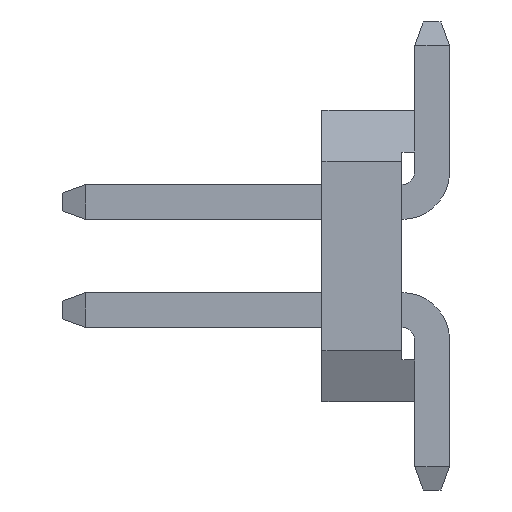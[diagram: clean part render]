
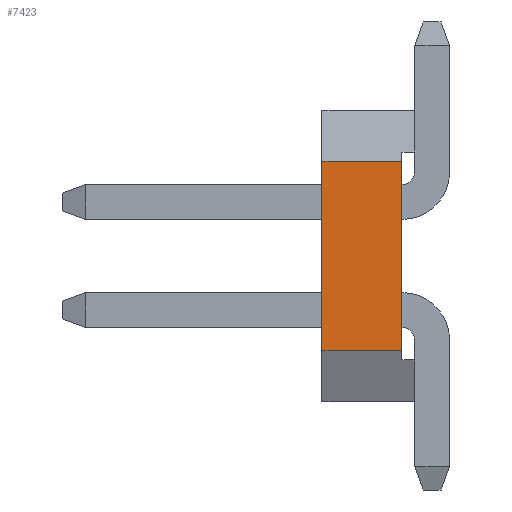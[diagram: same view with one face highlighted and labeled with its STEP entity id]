
A CAD part, left-side view. The second image highlights one B-rep face of the part: STEP entity #7423.
In plain terms, the highlighted planar face has unit normal (-1, 0, 0).
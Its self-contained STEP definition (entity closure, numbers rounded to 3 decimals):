
#685 = DIRECTION ( 'NONE',  ( 0., 0., 1. ) ) ;
#1437 = CARTESIAN_POINT ( 'NONE',  ( -6.35, 0.56, 1.715 ) ) ;
#2105 = CARTESIAN_POINT ( 'NONE',  ( -6.35, 1.5, 1.715 ) ) ;
#2126 = EDGE_CURVE ( 'NONE', #6214, #4766, #5003, .T. ) ;
#2150 = DIRECTION ( 'NONE',  ( 0., 0., -1. ) ) ;
#2347 = CARTESIAN_POINT ( 'NONE',  ( -6.35, 0.56, -1.115 ) ) ;
#2396 = VERTEX_POINT ( 'NONE', #7870 ) ;
#2582 = VECTOR ( 'NONE', #2150, 1000. ) ;
#3389 = AXIS2_PLACEMENT_3D ( 'NONE', #7523, #5026, #4286 ) ;
#3680 = VECTOR ( 'NONE', #6441, 1000. ) ;
#3691 = DIRECTION ( 'NONE',  ( 0., -1., 0. ) ) ;
#3849 = ORIENTED_EDGE ( 'NONE', *, *, #2126, .F. ) ;
#3861 = EDGE_CURVE ( 'NONE', #4766, #2396, #5014, .T. ) ;
#4220 = ORIENTED_EDGE ( 'NONE', *, *, #5552, .F. ) ;
#4286 = DIRECTION ( 'NONE',  ( 0., 0., 1. ) ) ;
#4766 = VERTEX_POINT ( 'NONE', #4912 ) ;
#4808 = ORIENTED_EDGE ( 'NONE', *, *, #3861, .F. ) ;
#4912 = CARTESIAN_POINT ( 'NONE',  ( -6.35, 1.5, 1.115 ) ) ;
#5003 = LINE ( 'NONE', #2105, #5828 ) ;
#5014 = LINE ( 'NONE', #7675, #5758 ) ;
#5026 = DIRECTION ( 'NONE',  ( -1., 0., 0. ) ) ;
#5188 = ORIENTED_EDGE ( 'NONE', *, *, #6448, .F. ) ;
#5228 = CARTESIAN_POINT ( 'NONE',  ( -6.35, -13.155, -1.115 ) ) ;
#5552 = EDGE_CURVE ( 'NONE', #2396, #7361, #7710, .T. ) ;
#5758 = VECTOR ( 'NONE', #3691, 1000. ) ;
#5828 = VECTOR ( 'NONE', #685, 1000. ) ;
#6214 = VERTEX_POINT ( 'NONE', #6697 ) ;
#6283 = PLANE ( 'NONE',  #3389 ) ;
#6363 = LINE ( 'NONE', #5228, #3680 ) ;
#6404 = EDGE_LOOP ( 'NONE', ( #4220, #4808, #3849, #5188 ) ) ;
#6441 = DIRECTION ( 'NONE',  ( 0., 1., 0. ) ) ;
#6448 = EDGE_CURVE ( 'NONE', #7361, #6214, #6363, .T. ) ;
#6697 = CARTESIAN_POINT ( 'NONE',  ( -6.35, 1.5, -1.115 ) ) ;
#7361 = VERTEX_POINT ( 'NONE', #2347 ) ;
#7423 = ADVANCED_FACE ( 'NONE', ( #7565 ), #6283, .T. ) ;
#7523 = CARTESIAN_POINT ( 'NONE',  ( -6.35, -13.155, 1.715 ) ) ;
#7565 = FACE_OUTER_BOUND ( 'NONE', #6404, .T. ) ;
#7675 = CARTESIAN_POINT ( 'NONE',  ( -6.35, -13.155, 1.115 ) ) ;
#7710 = LINE ( 'NONE', #1437, #2582 ) ;
#7870 = CARTESIAN_POINT ( 'NONE',  ( -6.35, 0.56, 1.115 ) ) ;
